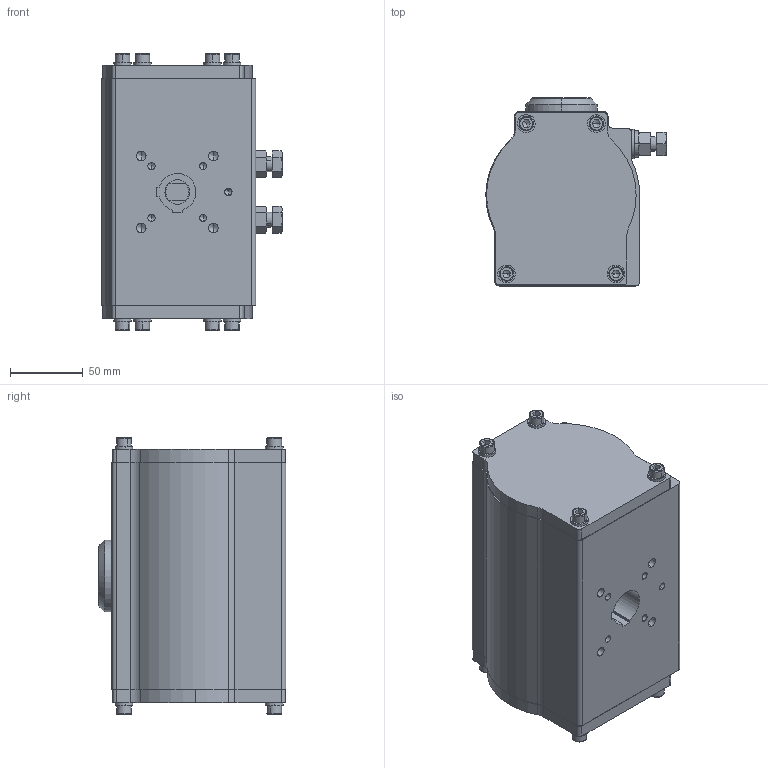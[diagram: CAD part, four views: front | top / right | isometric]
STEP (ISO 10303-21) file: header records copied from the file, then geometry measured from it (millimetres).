
FILE_DESCRIPTION (( 'STEP AP214' ), '1' );
FILE_NAME ('F89E-009-DA.STP', '2016-12-08T07:24:59', ( '' ), ( '' ), 'SwSTEP 2.0', 'SolidWorks 2014', '' );
FILE_SCHEMA (( 'AUTOMOTIVE_DESIGN' ));
Length unit declared in the file: millimetre
Products named in the file (1): F89E-009-DA
Bounding box: 123.58 x 128.75 x 189.92 mm (x, y, z)
Volume: 1940574.8 mm3; surface area: 117808.2 mm2
Topology: 2 solids, 2 shells, 480 faces, 1252 edges, 760 vertices
Faces by surface type: plane 177, cylinder 162, cone 110, bspline 31
Entity records: 20947 total; most frequent: CARTESIAN_POINT 4407, ORIENTED_EDGE 2380, DIRECTION 2334, EDGE_CURVE 1190, AXIS2_PLACEMENT_3D 909, VERTEX_POINT 760, EDGE_LOOP 532, VECTOR 516
